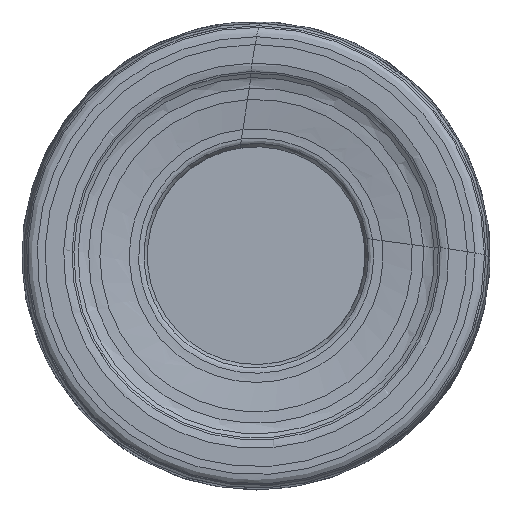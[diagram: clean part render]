
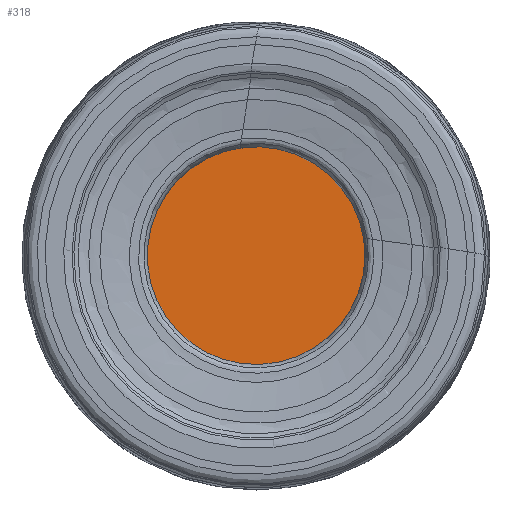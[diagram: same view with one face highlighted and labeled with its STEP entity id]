
A CAD part, left-side view. The second image highlights one B-rep face of the part: STEP entity #318.
In plain terms, the highlighted planar face has unit normal (-1, 0, 0).
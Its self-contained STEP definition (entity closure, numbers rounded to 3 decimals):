
#215=FACE_OUTER_BOUND('',#496,.T.);
#297=PLANE('',#1389);
#318=ADVANCED_FACE('',(#215),#297,.F.);
#496=EDGE_LOOP('',(#628));
#628=ORIENTED_EDGE('',*,*,#1089,.T.);
#984=VERTEX_POINT('',#1802);
#1089=EDGE_CURVE('',#984,#984,#1272,.T.);
#1272=CIRCLE('',#1387,6.706);
#1387=AXIS2_PLACEMENT_3D('',#1801,#1541,#1542);
#1389=AXIS2_PLACEMENT_3D('',#1804,#1545,#1546);
#1541=DIRECTION('',(-1.,0.,0.));
#1542=DIRECTION('',(0.,0.,1.));
#1545=DIRECTION('',(1.,0.,0.));
#1546=DIRECTION('',(0.,0.,-1.));
#1801=CARTESIAN_POINT('',(1.5,0.,0.));
#1802=CARTESIAN_POINT('',(1.5,0.,6.706));
#1804=CARTESIAN_POINT('',(1.5,0.,0.));
